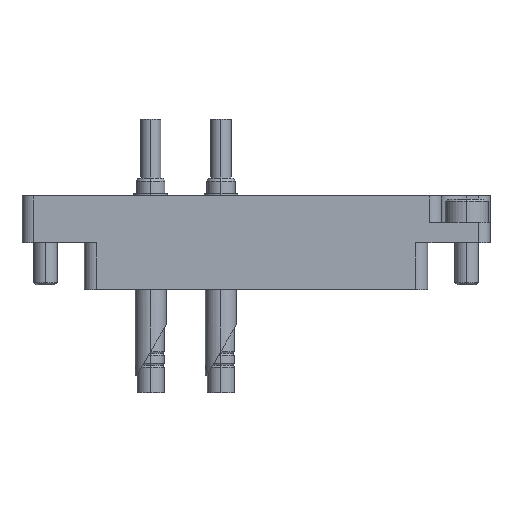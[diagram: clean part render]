
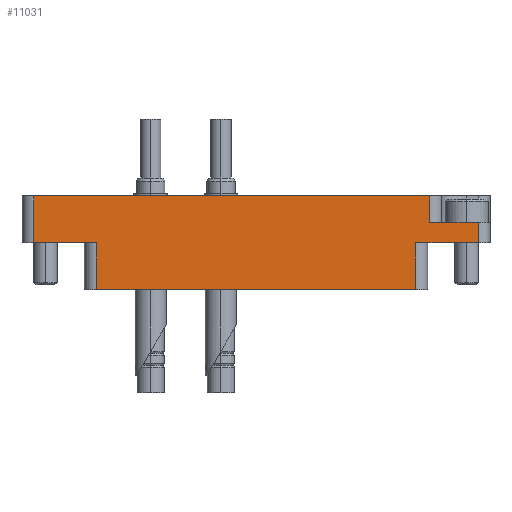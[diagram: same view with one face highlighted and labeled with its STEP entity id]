
A CAD part, left-side view. The second image highlights one B-rep face of the part: STEP entity #11031.
In plain terms, the highlighted face is planar.
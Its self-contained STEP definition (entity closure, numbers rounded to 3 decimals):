
#285 = DIRECTION ( 'NONE',  ( 0., 1., 0. ) ) ;
#302 = VERTEX_POINT ( 'NONE', #379 ) ;
#379 = CARTESIAN_POINT ( 'NONE',  ( -28.5, 6., 14.35 ) ) ;
#548 = DIRECTION ( 'NONE',  ( 0., 1., 0. ) ) ;
#636 = VECTOR ( 'NONE', #1278, 1000. ) ;
#744 = CARTESIAN_POINT ( 'NONE',  ( 28.5, 2.6, 14.35 ) ) ;
#893 = EDGE_LOOP ( 'NONE', ( #5891, #2000, #4814, #4099, #9392, #10396, #7778, #7453, #7183, #2122 ) ) ;
#990 = CARTESIAN_POINT ( 'NONE',  ( -30., 0., 14.35 ) ) ;
#1053 = DIRECTION ( 'NONE',  ( 0., 0., -1. ) ) ;
#1278 = DIRECTION ( 'NONE',  ( -1., 0., 0. ) ) ;
#1415 = LINE ( 'NONE', #10259, #2450 ) ;
#1716 = AXIS2_PLACEMENT_3D ( 'NONE', #990, #1053, #1935 ) ;
#1803 = EDGE_CURVE ( 'NONE', #3281, #4707, #8616, .T. ) ;
#1935 = DIRECTION ( 'NONE',  ( -1., 0., 0. ) ) ;
#2000 = ORIENTED_EDGE ( 'NONE', *, *, #6134, .T. ) ;
#2116 = CARTESIAN_POINT ( 'NONE',  ( 22.25, 0., 14.35 ) ) ;
#2122 = ORIENTED_EDGE ( 'NONE', *, *, #5530, .T. ) ;
#2263 = LINE ( 'NONE', #5870, #8427 ) ;
#2450 = VECTOR ( 'NONE', #8518, 1000. ) ;
#2648 = VECTOR ( 'NONE', #6786, 1000. ) ;
#2701 = VERTEX_POINT ( 'NONE', #3096 ) ;
#2706 = PLANE ( 'NONE',  #1716 ) ;
#3096 = CARTESIAN_POINT ( 'NONE',  ( -20.5, 0., 14.35 ) ) ;
#3224 = VERTEX_POINT ( 'NONE', #9922 ) ;
#3258 = CARTESIAN_POINT ( 'NONE',  ( 22.25, 6., 14.35 ) ) ;
#3281 = VERTEX_POINT ( 'NONE', #10793 ) ;
#3318 = DIRECTION ( 'NONE',  ( -1., 0., 0. ) ) ;
#3382 = VECTOR ( 'NONE', #4603, 1000. ) ;
#3780 = VECTOR ( 'NONE', #10477, 1000. ) ;
#3939 = VERTEX_POINT ( 'NONE', #744 ) ;
#4099 = ORIENTED_EDGE ( 'NONE', *, *, #5505, .T. ) ;
#4338 = CARTESIAN_POINT ( 'NONE',  ( -28.5, 0., 14.35 ) ) ;
#4395 = CARTESIAN_POINT ( 'NONE',  ( 20.5, 0., 14.35 ) ) ;
#4467 = LINE ( 'NONE', #9669, #3780 ) ;
#4501 = VERTEX_POINT ( 'NONE', #10784 ) ;
#4603 = DIRECTION ( 'NONE',  ( 0., -1., 0. ) ) ;
#4668 = EDGE_CURVE ( 'NONE', #4501, #9557, #11074, .T. ) ;
#4707 = VERTEX_POINT ( 'NONE', #8511 ) ;
#4718 = FACE_OUTER_BOUND ( 'NONE', #893, .T. ) ;
#4814 = ORIENTED_EDGE ( 'NONE', *, *, #10390, .F. ) ;
#5047 = EDGE_CURVE ( 'NONE', #302, #9557, #7330, .T. ) ;
#5505 = EDGE_CURVE ( 'NONE', #3224, #3939, #2263, .T. ) ;
#5530 = EDGE_CURVE ( 'NONE', #2701, #4707, #8170, .T. ) ;
#5801 = LINE ( 'NONE', #8531, #2648 ) ;
#5870 = CARTESIAN_POINT ( 'NONE',  ( 28.5, 2.6, 14.35 ) ) ;
#5891 = ORIENTED_EDGE ( 'NONE', *, *, #1803, .F. ) ;
#6134 = EDGE_CURVE ( 'NONE', #3281, #6522, #9443, .T. ) ;
#6522 = VERTEX_POINT ( 'NONE', #4395 ) ;
#6786 = DIRECTION ( 'NONE',  ( -1., 0., 0. ) ) ;
#6957 = VECTOR ( 'NONE', #3318, 1000. ) ;
#7183 = ORIENTED_EDGE ( 'NONE', *, *, #10472, .F. ) ;
#7330 = LINE ( 'NONE', #10888, #9677 ) ;
#7453 = ORIENTED_EDGE ( 'NONE', *, *, #9064, .T. ) ;
#7778 = ORIENTED_EDGE ( 'NONE', *, *, #5047, .F. ) ;
#7804 = CARTESIAN_POINT ( 'NONE',  ( 20.5, 0., 14.35 ) ) ;
#7830 = CARTESIAN_POINT ( 'NONE',  ( 30., 0., 14.35 ) ) ;
#8170 = LINE ( 'NONE', #10843, #3382 ) ;
#8265 = DIRECTION ( 'NONE',  ( 1., 0., 0. ) ) ;
#8383 = VECTOR ( 'NONE', #285, 1000. ) ;
#8427 = VECTOR ( 'NONE', #548, 1000. ) ;
#8511 = CARTESIAN_POINT ( 'NONE',  ( -20.5, -6., 14.35 ) ) ;
#8518 = DIRECTION ( 'NONE',  ( 1., 0., 0. ) ) ;
#8531 = CARTESIAN_POINT ( 'NONE',  ( 30., 0., 14.35 ) ) ;
#8616 = LINE ( 'NONE', #8672, #636 ) ;
#8672 = CARTESIAN_POINT ( 'NONE',  ( -22., -6., 14.35 ) ) ;
#8754 = EDGE_CURVE ( 'NONE', #4501, #3939, #1415, .T. ) ;
#9064 = EDGE_CURVE ( 'NONE', #302, #10217, #4467, .T. ) ;
#9337 = VECTOR ( 'NONE', #10368, 1000. ) ;
#9392 = ORIENTED_EDGE ( 'NONE', *, *, #8754, .F. ) ;
#9443 = LINE ( 'NONE', #7804, #9337 ) ;
#9557 = VERTEX_POINT ( 'NONE', #3258 ) ;
#9669 = CARTESIAN_POINT ( 'NONE',  ( -28.5, 0., 14.35 ) ) ;
#9677 = VECTOR ( 'NONE', #8265, 1000. ) ;
#9922 = CARTESIAN_POINT ( 'NONE',  ( 28.5, 0., 14.35 ) ) ;
#10217 = VERTEX_POINT ( 'NONE', #4338 ) ;
#10259 = CARTESIAN_POINT ( 'NONE',  ( 30., 2.6, 14.35 ) ) ;
#10368 = DIRECTION ( 'NONE',  ( 0., 1., 0. ) ) ;
#10390 = EDGE_CURVE ( 'NONE', #3224, #6522, #5801, .T. ) ;
#10396 = ORIENTED_EDGE ( 'NONE', *, *, #4668, .T. ) ;
#10472 = EDGE_CURVE ( 'NONE', #2701, #10217, #11444, .T. ) ;
#10477 = DIRECTION ( 'NONE',  ( 0., -1., 0. ) ) ;
#10784 = CARTESIAN_POINT ( 'NONE',  ( 22.25, 2.6, 14.35 ) ) ;
#10793 = CARTESIAN_POINT ( 'NONE',  ( 20.5, -6., 14.35 ) ) ;
#10843 = CARTESIAN_POINT ( 'NONE',  ( -20.5, 0., 14.35 ) ) ;
#10888 = CARTESIAN_POINT ( 'NONE',  ( -30., 6., 14.35 ) ) ;
#11031 = ADVANCED_FACE ( 'NONE', ( #4718 ), #2706, .F. ) ;
#11074 = LINE ( 'NONE', #2116, #8383 ) ;
#11444 = LINE ( 'NONE', #7830, #6957 ) ;
